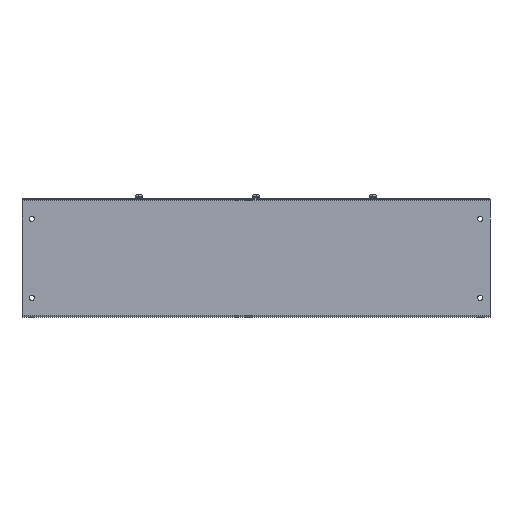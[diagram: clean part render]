
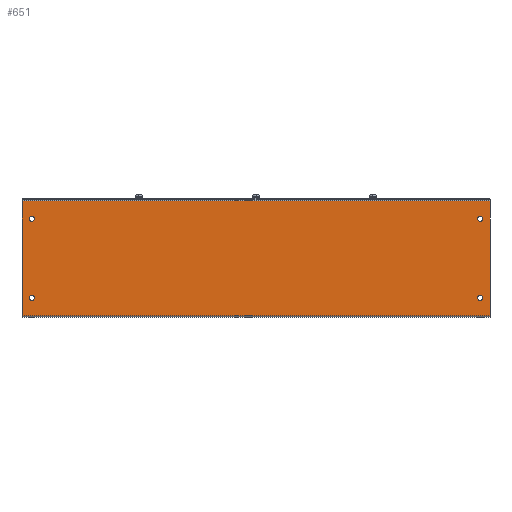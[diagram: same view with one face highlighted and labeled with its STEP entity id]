
A CAD part, left-side view. The second image highlights one B-rep face of the part: STEP entity #651.
In plain terms, the highlighted planar face has unit normal (-1, 0, 0).
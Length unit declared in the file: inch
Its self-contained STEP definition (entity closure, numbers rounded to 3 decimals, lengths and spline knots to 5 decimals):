
#129 = VECTOR ( 'NONE', #2743, 39.37008 ) ;
#135 = EDGE_CURVE ( 'NONE', #6811, #401, #1292, .T. ) ;
#204 = DIRECTION ( 'NONE',  ( 0., 0., 1. ) ) ;
#303 = AXIS2_PLACEMENT_3D ( 'NONE', #5653, #7683, #1656 ) ;
#386 = LINE ( 'NONE', #6281, #5227 ) ;
#401 = VERTEX_POINT ( 'NONE', #7552 ) ;
#409 = AXIS2_PLACEMENT_3D ( 'NONE', #6022, #5362, #2428 ) ;
#651 = ADVANCED_FACE ( 'NONE', ( #5815, #3180, #8534, #2474, #5195 ), #1816, .T. ) ;
#684 = VECTOR ( 'NONE', #6667, 39.37008 ) ;
#880 = VERTEX_POINT ( 'NONE', #3688 ) ;
#935 = CARTESIAN_POINT ( 'NONE',  ( -3.057, -11.5, 0.867 ) ) ;
#1038 = ORIENTED_EDGE ( 'NONE', *, *, #135, .T. ) ;
#1292 = CIRCLE ( 'NONE', #303, 0.133 ) ;
#1335 = CARTESIAN_POINT ( 'NONE',  ( -3.057, 12., 0.057 ) ) ;
#1375 = DIRECTION ( 'NONE',  ( 0., 0., 1. ) ) ;
#1384 = EDGE_LOOP ( 'NONE', ( #2769, #3199 ) ) ;
#1443 = CARTESIAN_POINT ( 'NONE',  ( -3.057, 12., 0.086 ) ) ;
#1518 = EDGE_LOOP ( 'NONE', ( #1038, #8592 ) ) ;
#1573 = DIRECTION ( 'NONE',  ( 1., 0., 0. ) ) ;
#1591 = CIRCLE ( 'NONE', #7355, 0.133 ) ;
#1656 = DIRECTION ( 'NONE',  ( 0., 0., 1. ) ) ;
#1732 = VERTEX_POINT ( 'NONE', #7550 ) ;
#1759 = CARTESIAN_POINT ( 'NONE',  ( -3.057, -11.5, 1. ) ) ;
#1764 = VERTEX_POINT ( 'NONE', #935 ) ;
#1816 = PLANE ( 'NONE',  #3119 ) ;
#1839 = VERTEX_POINT ( 'NONE', #2340 ) ;
#1912 = EDGE_CURVE ( 'NONE', #8274, #1732, #2803, .T. ) ;
#1925 = CARTESIAN_POINT ( 'NONE',  ( -3.057, 12., 0.086 ) ) ;
#2061 = AXIS2_PLACEMENT_3D ( 'NONE', #7604, #1573, #4958 ) ;
#2172 = CARTESIAN_POINT ( 'NONE',  ( -3.057, -11.5, 5.19 ) ) ;
#2194 = CARTESIAN_POINT ( 'NONE',  ( -3.057, 12., 5.971 ) ) ;
#2275 = DIRECTION ( 'NONE',  ( 0., 0., 1. ) ) ;
#2291 = AXIS2_PLACEMENT_3D ( 'NONE', #3460, #8244, #204 ) ;
#2330 = ORIENTED_EDGE ( 'NONE', *, *, #2462, .T. ) ;
#2340 = CARTESIAN_POINT ( 'NONE',  ( -3.057, -12., 5.971 ) ) ;
#2360 = CARTESIAN_POINT ( 'NONE',  ( -3.057, 11.5, 1.133 ) ) ;
#2428 = DIRECTION ( 'NONE',  ( 0., 0., 1. ) ) ;
#2462 = EDGE_CURVE ( 'NONE', #7943, #1839, #6017, .T. ) ;
#2474 = FACE_BOUND ( 'NONE', #1384, .T. ) ;
#2585 = EDGE_CURVE ( 'NONE', #1732, #8274, #3093, .T. ) ;
#2635 = CARTESIAN_POINT ( 'NONE',  ( -3.057, 11.5, 5.057 ) ) ;
#2737 = VERTEX_POINT ( 'NONE', #2194 ) ;
#2743 = DIRECTION ( 'NONE',  ( 0., 0., -1. ) ) ;
#2769 = ORIENTED_EDGE ( 'NONE', *, *, #6243, .T. ) ;
#2803 = CIRCLE ( 'NONE', #409, 0.133 ) ;
#3093 = CIRCLE ( 'NONE', #7461, 0.133 ) ;
#3119 = AXIS2_PLACEMENT_3D ( 'NONE', #5378, #6824, #1375 ) ;
#3180 = FACE_BOUND ( 'NONE', #3845, .T. ) ;
#3199 = ORIENTED_EDGE ( 'NONE', *, *, #5563, .T. ) ;
#3397 = LINE ( 'NONE', #1335, #129 ) ;
#3419 = ORIENTED_EDGE ( 'NONE', *, *, #2585, .T. ) ;
#3421 = DIRECTION ( 'NONE',  ( 0., 0., 1. ) ) ;
#3460 = CARTESIAN_POINT ( 'NONE',  ( -3.057, 11.5, 1. ) ) ;
#3575 = EDGE_LOOP ( 'NONE', ( #7742, #4045, #2330, #7590 ) ) ;
#3599 = DIRECTION ( 'NONE',  ( 0., 0., 1. ) ) ;
#3640 = ORIENTED_EDGE ( 'NONE', *, *, #8509, .T. ) ;
#3688 = CARTESIAN_POINT ( 'NONE',  ( -3.057, 11.5, 0.867 ) ) ;
#3803 = EDGE_CURVE ( 'NONE', #8348, #7943, #7946, .T. ) ;
#3845 = EDGE_LOOP ( 'NONE', ( #3640, #5296 ) ) ;
#3879 = CARTESIAN_POINT ( 'NONE',  ( -3.057, -12., 0.086 ) ) ;
#3997 = CARTESIAN_POINT ( 'NONE',  ( -3.057, -12., 0.057 ) ) ;
#4045 = ORIENTED_EDGE ( 'NONE', *, *, #3803, .T. ) ;
#4286 = EDGE_CURVE ( 'NONE', #2737, #8348, #3397, .T. ) ;
#4387 = EDGE_LOOP ( 'NONE', ( #5870, #3419 ) ) ;
#4958 = DIRECTION ( 'NONE',  ( 0., 0., 1. ) ) ;
#4995 = CIRCLE ( 'NONE', #2061, 0.133 ) ;
#5009 = CARTESIAN_POINT ( 'NONE',  ( -3.057, 11.5, 5.19 ) ) ;
#5184 = VERTEX_POINT ( 'NONE', #7687 ) ;
#5195 = FACE_BOUND ( 'NONE', #4387, .T. ) ;
#5227 = VECTOR ( 'NONE', #8382, 39.37008 ) ;
#5296 = ORIENTED_EDGE ( 'NONE', *, *, #8293, .T. ) ;
#5311 = DIRECTION ( 'NONE',  ( 1., 0., 0. ) ) ;
#5362 = DIRECTION ( 'NONE',  ( 1., 0., 0. ) ) ;
#5378 = CARTESIAN_POINT ( 'NONE',  ( -3.057, 12., 0.047 ) ) ;
#5515 = CIRCLE ( 'NONE', #2291, 0.133 ) ;
#5524 = VERTEX_POINT ( 'NONE', #2360 ) ;
#5563 = EDGE_CURVE ( 'NONE', #880, #5524, #7347, .T. ) ;
#5611 = CARTESIAN_POINT ( 'NONE',  ( -3.057, 11.5, 1. ) ) ;
#5653 = CARTESIAN_POINT ( 'NONE',  ( -3.057, -11.5, 5.057 ) ) ;
#5815 = FACE_OUTER_BOUND ( 'NONE', #3575, .T. ) ;
#5870 = ORIENTED_EDGE ( 'NONE', *, *, #1912, .T. ) ;
#6017 = LINE ( 'NONE', #3997, #7317 ) ;
#6022 = CARTESIAN_POINT ( 'NONE',  ( -3.057, 11.5, 5.057 ) ) ;
#6108 = EDGE_CURVE ( 'NONE', #401, #6811, #1591, .T. ) ;
#6243 = EDGE_CURVE ( 'NONE', #5524, #880, #5515, .T. ) ;
#6261 = CIRCLE ( 'NONE', #7673, 0.133 ) ;
#6281 = CARTESIAN_POINT ( 'NONE',  ( -3.057, -12., 5.971 ) ) ;
#6586 = DIRECTION ( 'NONE',  ( 0., 0., 1. ) ) ;
#6634 = AXIS2_PLACEMENT_3D ( 'NONE', #5611, #7113, #2275 ) ;
#6667 = DIRECTION ( 'NONE',  ( 0., -1., 0. ) ) ;
#6811 = VERTEX_POINT ( 'NONE', #2172 ) ;
#6824 = DIRECTION ( 'NONE',  ( -1., 0., 0. ) ) ;
#7113 = DIRECTION ( 'NONE',  ( 1., 0., 0. ) ) ;
#7155 = EDGE_CURVE ( 'NONE', #2737, #1839, #386, .T. ) ;
#7317 = VECTOR ( 'NONE', #6586, 39.37008 ) ;
#7342 = DIRECTION ( 'NONE',  ( 1., 0., 0. ) ) ;
#7347 = CIRCLE ( 'NONE', #6634, 0.133 ) ;
#7355 = AXIS2_PLACEMENT_3D ( 'NONE', #8651, #7342, #3421 ) ;
#7461 = AXIS2_PLACEMENT_3D ( 'NONE', #2635, #5311, #7999 ) ;
#7550 = CARTESIAN_POINT ( 'NONE',  ( -3.057, 11.5, 4.924 ) ) ;
#7552 = CARTESIAN_POINT ( 'NONE',  ( -3.057, -11.5, 4.924 ) ) ;
#7590 = ORIENTED_EDGE ( 'NONE', *, *, #7155, .F. ) ;
#7604 = CARTESIAN_POINT ( 'NONE',  ( -3.057, -11.5, 1. ) ) ;
#7673 = AXIS2_PLACEMENT_3D ( 'NONE', #1759, #7826, #3599 ) ;
#7683 = DIRECTION ( 'NONE',  ( 1., 0., 0. ) ) ;
#7687 = CARTESIAN_POINT ( 'NONE',  ( -3.057, -11.5, 1.133 ) ) ;
#7742 = ORIENTED_EDGE ( 'NONE', *, *, #4286, .T. ) ;
#7826 = DIRECTION ( 'NONE',  ( 1., 0., 0. ) ) ;
#7943 = VERTEX_POINT ( 'NONE', #3879 ) ;
#7946 = LINE ( 'NONE', #1925, #684 ) ;
#7999 = DIRECTION ( 'NONE',  ( 0., 0., 1. ) ) ;
#8244 = DIRECTION ( 'NONE',  ( 1., 0., 0. ) ) ;
#8274 = VERTEX_POINT ( 'NONE', #5009 ) ;
#8293 = EDGE_CURVE ( 'NONE', #1764, #5184, #6261, .T. ) ;
#8348 = VERTEX_POINT ( 'NONE', #1443 ) ;
#8382 = DIRECTION ( 'NONE',  ( 0., -1., 0. ) ) ;
#8509 = EDGE_CURVE ( 'NONE', #5184, #1764, #4995, .T. ) ;
#8534 = FACE_BOUND ( 'NONE', #1518, .T. ) ;
#8592 = ORIENTED_EDGE ( 'NONE', *, *, #6108, .T. ) ;
#8651 = CARTESIAN_POINT ( 'NONE',  ( -3.057, -11.5, 5.057 ) ) ;
